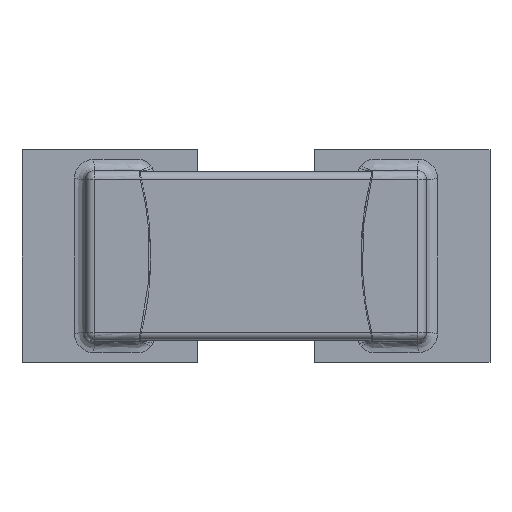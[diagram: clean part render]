
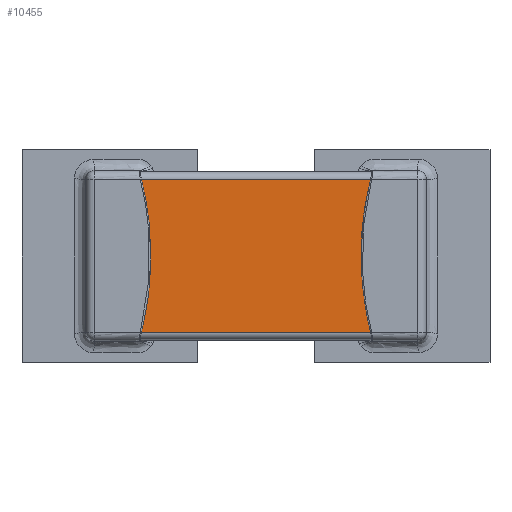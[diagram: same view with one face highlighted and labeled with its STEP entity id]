
A CAD part, top view. The second image highlights one B-rep face of the part: STEP entity #10455.
In plain terms, the highlighted planar face has unit normal (0, 0, 1).
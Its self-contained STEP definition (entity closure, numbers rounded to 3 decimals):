
#9880 = EDGE_CURVE('',#9881,#9883,#9885,.T.);
#9881 = VERTEX_POINT('',#9882);
#9882 = CARTESIAN_POINT('',(-1.5,-0.72,0.95));
#9883 = VERTEX_POINT('',#9884);
#9884 = CARTESIAN_POINT('',(1.5,-0.72,0.95));
#9885 = SURFACE_CURVE('',#9886,(#9890,#9902),.PCURVE_S1.);
#9886 = LINE('',#9887,#9888);
#9887 = CARTESIAN_POINT('',(-1.5,-0.72,0.95));
#9888 = VECTOR('',#9889,1.);
#9889 = DIRECTION('',(1.,0.,0.));
#9890 = PCURVE('',#9891,#9896);
#9891 = CYLINDRICAL_SURFACE('',#9892,0.07);
#9892 = AXIS2_PLACEMENT_3D('',#9893,#9894,#9895);
#9893 = CARTESIAN_POINT('',(-1.5,-0.72,0.88));
#9894 = DIRECTION('',(-1.,0.,0.));
#9895 = DIRECTION('',(0.,1.,0.));
#9896 = DEFINITIONAL_REPRESENTATION('',(#9897),#9901);
#9897 = LINE('',#9898,#9899);
#9898 = CARTESIAN_POINT('',(-1.571,0.));
#9899 = VECTOR('',#9900,1.);
#9900 = DIRECTION('',(-0.,-1.));
#9901 = ( GEOMETRIC_REPRESENTATION_CONTEXT(2) 
PARAMETRIC_REPRESENTATION_CONTEXT() REPRESENTATION_CONTEXT('2D SPACE',''
  ) );
#9902 = PCURVE('',#9903,#9908);
#9903 = PLANE('',#9904);
#9904 = AXIS2_PLACEMENT_3D('',#9905,#9906,#9907);
#9905 = CARTESIAN_POINT('',(-1.5,-0.72,0.95));
#9906 = DIRECTION('',(0.,0.,1.));
#9907 = DIRECTION('',(0.,1.,0.));
#9908 = DEFINITIONAL_REPRESENTATION('',(#9909),#9913);
#9909 = LINE('',#9910,#9911);
#9910 = CARTESIAN_POINT('',(0.,0.));
#9911 = VECTOR('',#9912,1.);
#9912 = DIRECTION('',(0.,-1.));
#9913 = ( GEOMETRIC_REPRESENTATION_CONTEXT(2) 
PARAMETRIC_REPRESENTATION_CONTEXT() REPRESENTATION_CONTEXT('2D SPACE',''
  ) );
#9932 = PLANE('',#9933);
#9933 = AXIS2_PLACEMENT_3D('',#9934,#9935,#9936);
#9934 = CARTESIAN_POINT('',(1.5,0.,0.485));
#9935 = DIRECTION('',(1.,0.,0.));
#9936 = DIRECTION('',(0.,0.,1.));
#9987 = PLANE('',#9988);
#9988 = AXIS2_PLACEMENT_3D('',#9989,#9990,#9991);
#9989 = CARTESIAN_POINT('',(-1.5,0.,0.485));
#9990 = DIRECTION('',(1.,0.,0.));
#9991 = DIRECTION('',(0.,0.,1.));
#10328 = CYLINDRICAL_SURFACE('',#10329,0.07);
#10329 = AXIS2_PLACEMENT_3D('',#10330,#10331,#10332);
#10330 = CARTESIAN_POINT('',(-1.5,0.72,0.88));
#10331 = DIRECTION('',(-1.,0.,0.));
#10332 = DIRECTION('',(0.,1.,0.));
#10388 = VERTEX_POINT('',#10389);
#10389 = CARTESIAN_POINT('',(1.5,0.72,0.95));
#10411 = EDGE_CURVE('',#10412,#10388,#10414,.T.);
#10412 = VERTEX_POINT('',#10413);
#10413 = CARTESIAN_POINT('',(-1.5,0.72,0.95));
#10414 = SURFACE_CURVE('',#10415,(#10419,#10426),.PCURVE_S1.);
#10415 = LINE('',#10416,#10417);
#10416 = CARTESIAN_POINT('',(-1.5,0.72,0.95));
#10417 = VECTOR('',#10418,1.);
#10418 = DIRECTION('',(1.,0.,0.));
#10419 = PCURVE('',#10328,#10420);
#10420 = DEFINITIONAL_REPRESENTATION('',(#10421),#10425);
#10421 = LINE('',#10422,#10423);
#10422 = CARTESIAN_POINT('',(-1.571,0.));
#10423 = VECTOR('',#10424,1.);
#10424 = DIRECTION('',(-0.,-1.));
#10425 = ( GEOMETRIC_REPRESENTATION_CONTEXT(2) 
PARAMETRIC_REPRESENTATION_CONTEXT() REPRESENTATION_CONTEXT('2D SPACE',''
  ) );
#10426 = PCURVE('',#9903,#10427);
#10427 = DEFINITIONAL_REPRESENTATION('',(#10428),#10432);
#10428 = LINE('',#10429,#10430);
#10429 = CARTESIAN_POINT('',(1.44,0.));
#10430 = VECTOR('',#10431,1.);
#10431 = DIRECTION('',(0.,-1.));
#10432 = ( GEOMETRIC_REPRESENTATION_CONTEXT(2) 
PARAMETRIC_REPRESENTATION_CONTEXT() REPRESENTATION_CONTEXT('2D SPACE',''
  ) );
#10455 = ADVANCED_FACE('',(#10456),#9903,.T.);
#10456 = FACE_BOUND('',#10457,.T.);
#10457 = EDGE_LOOP('',(#10458,#10459,#10480,#10481));
#10458 = ORIENTED_EDGE('',*,*,#9880,.T.);
#10459 = ORIENTED_EDGE('',*,*,#10460,.T.);
#10460 = EDGE_CURVE('',#9883,#10388,#10461,.T.);
#10461 = SURFACE_CURVE('',#10462,(#10466,#10473),.PCURVE_S1.);
#10462 = LINE('',#10463,#10464);
#10463 = CARTESIAN_POINT('',(1.5,-0.72,0.95));
#10464 = VECTOR('',#10465,1.);
#10465 = DIRECTION('',(0.,1.,0.));
#10466 = PCURVE('',#9903,#10467);
#10467 = DEFINITIONAL_REPRESENTATION('',(#10468),#10472);
#10468 = LINE('',#10469,#10470);
#10469 = CARTESIAN_POINT('',(0.,-3.));
#10470 = VECTOR('',#10471,1.);
#10471 = DIRECTION('',(1.,0.));
#10472 = ( GEOMETRIC_REPRESENTATION_CONTEXT(2) 
PARAMETRIC_REPRESENTATION_CONTEXT() REPRESENTATION_CONTEXT('2D SPACE',''
  ) );
#10473 = PCURVE('',#9932,#10474);
#10474 = DEFINITIONAL_REPRESENTATION('',(#10475),#10479);
#10475 = LINE('',#10476,#10477);
#10476 = CARTESIAN_POINT('',(0.465,0.72));
#10477 = VECTOR('',#10478,1.);
#10478 = DIRECTION('',(0.,-1.));
#10479 = ( GEOMETRIC_REPRESENTATION_CONTEXT(2) 
PARAMETRIC_REPRESENTATION_CONTEXT() REPRESENTATION_CONTEXT('2D SPACE',''
  ) );
#10480 = ORIENTED_EDGE('',*,*,#10411,.F.);
#10481 = ORIENTED_EDGE('',*,*,#10482,.F.);
#10482 = EDGE_CURVE('',#9881,#10412,#10483,.T.);
#10483 = SURFACE_CURVE('',#10484,(#10488,#10495),.PCURVE_S1.);
#10484 = LINE('',#10485,#10486);
#10485 = CARTESIAN_POINT('',(-1.5,-0.72,0.95));
#10486 = VECTOR('',#10487,1.);
#10487 = DIRECTION('',(0.,1.,0.));
#10488 = PCURVE('',#9903,#10489);
#10489 = DEFINITIONAL_REPRESENTATION('',(#10490),#10494);
#10490 = LINE('',#10491,#10492);
#10491 = CARTESIAN_POINT('',(0.,0.));
#10492 = VECTOR('',#10493,1.);
#10493 = DIRECTION('',(1.,0.));
#10494 = ( GEOMETRIC_REPRESENTATION_CONTEXT(2) 
PARAMETRIC_REPRESENTATION_CONTEXT() REPRESENTATION_CONTEXT('2D SPACE',''
  ) );
#10495 = PCURVE('',#9987,#10496);
#10496 = DEFINITIONAL_REPRESENTATION('',(#10497),#10501);
#10497 = LINE('',#10498,#10499);
#10498 = CARTESIAN_POINT('',(0.465,0.72));
#10499 = VECTOR('',#10500,1.);
#10500 = DIRECTION('',(0.,-1.));
#10501 = ( GEOMETRIC_REPRESENTATION_CONTEXT(2) 
PARAMETRIC_REPRESENTATION_CONTEXT() REPRESENTATION_CONTEXT('2D SPACE',''
  ) );
